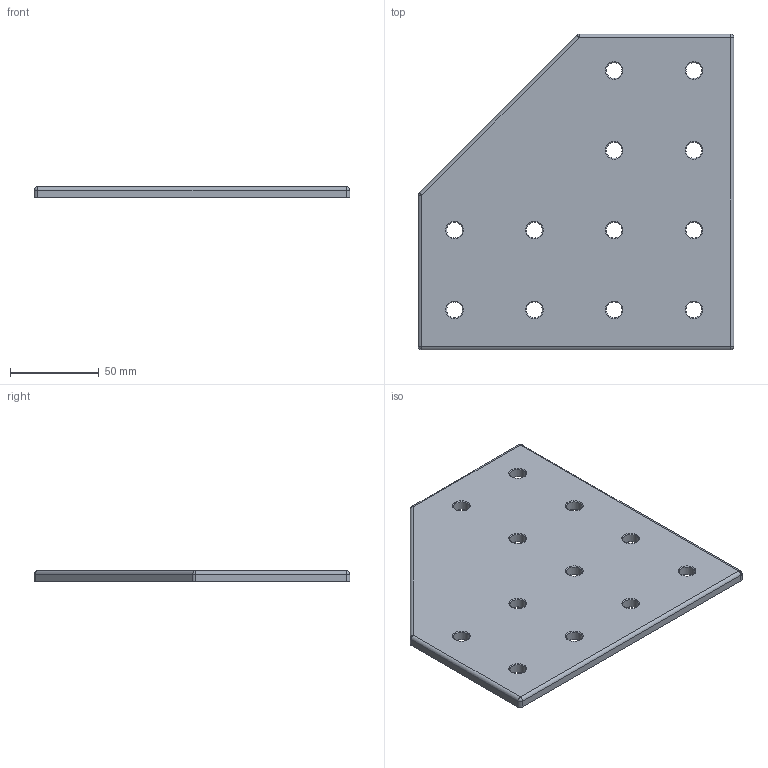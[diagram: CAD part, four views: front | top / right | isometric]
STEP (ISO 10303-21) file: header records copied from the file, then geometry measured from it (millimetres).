
FILE_DESCRIPTION( ( 'STEP AP214' ), '1' );
FILE_NAME( '093VL180180D.stp', '2020-06-08T20:52:52', ( 'License CC BY-ND 4.0' ), ( 'CADENAS' ), ' ', 'PARTsolutions', ' ' );
FILE_SCHEMA( ( 'AUTOMOTIVE_DESIGN { 1 0 10303 214 1 1 1 1 }' ) );
Length unit declared in the file: millimetre
Products named in the file (1): _093VL180180D
Bounding box: 178 x 178 x 6 mm (x, y, z)
Volume: 160558 mm3; surface area: 58954.3 mm2
Topology: 1 solids, 1 shells, 58 faces, 134 edges, 73 vertices
Faces by surface type: cone 24, cylinder 22, plane 7, sphere 5
Full cylindrical faces by diameter (mm): 9 x12
Entity records: 1937 total; most frequent: DIRECTION 279, CARTESIAN_POINT 225, ORIENTED_EDGE 186, AXIS2_PLACEMENT_3D 127, EDGE_LOOP 118, EDGE_CURVE 93, VERTEX_POINT 73, FACE_OUTER_BOUND 70
